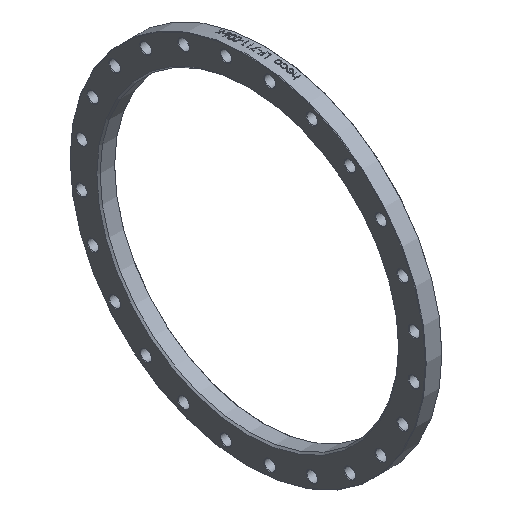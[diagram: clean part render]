
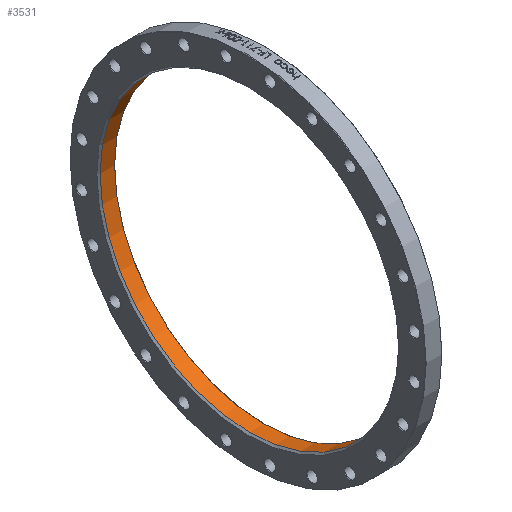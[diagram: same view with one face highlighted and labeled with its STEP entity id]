
A CAD part, isometric view. The second image highlights one B-rep face of the part: STEP entity #3531.
In plain terms, the highlighted cylindrical face has radius 360.5 mm (diameter 721 mm), a full revolution.
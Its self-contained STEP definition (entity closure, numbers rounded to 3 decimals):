
#157 = DIRECTION ( 'NONE',  ( 0., 0., 1. ) ) ;
#781 = FACE_OUTER_BOUND ( 'NONE', #4852, .T. ) ;
#807 = CARTESIAN_POINT ( 'NONE',  ( 4., 0., 0. ) ) ;
#1052 = CIRCLE ( 'NONE', #7069, 360.5 ) ;
#1544 = AXIS2_PLACEMENT_3D ( 'NONE', #1964, #2983, #157 ) ;
#1964 = CARTESIAN_POINT ( 'NONE',  ( 0., 0., 0. ) ) ;
#2069 = DIRECTION ( 'NONE',  ( 0., 0., 1. ) ) ;
#2947 = FACE_OUTER_BOUND ( 'NONE', #3575, .T. ) ;
#2983 = DIRECTION ( 'NONE',  ( -1., 0., 0. ) ) ;
#3172 = VERTEX_POINT ( 'NONE', #5367 ) ;
#3531 = ADVANCED_FACE ( 'NONE', ( #2947, #781 ), #4099, .F. ) ;
#3575 = EDGE_LOOP ( 'NONE', ( #4505 ) ) ;
#4099 = CYLINDRICAL_SURFACE ( 'NONE', #1544, 360.5 ) ;
#4505 = ORIENTED_EDGE ( 'NONE', *, *, #7157, .T. ) ;
#4852 = EDGE_LOOP ( 'NONE', ( #6172 ) ) ;
#5159 = DIRECTION ( 'NONE',  ( -1., 0., 0. ) ) ;
#5198 = DIRECTION ( 'NONE',  ( 0., 0., -1. ) ) ;
#5291 = CARTESIAN_POINT ( 'NONE',  ( 39., 0., 360.5 ) ) ;
#5367 = CARTESIAN_POINT ( 'NONE',  ( 4., 0., -360.5 ) ) ;
#5447 = AXIS2_PLACEMENT_3D ( 'NONE', #807, #5159, #5198 ) ;
#5562 = CIRCLE ( 'NONE', #5447, 360.5 ) ;
#5959 = VERTEX_POINT ( 'NONE', #5291 ) ;
#6043 = EDGE_CURVE ( 'NONE', #5959, #5959, #1052, .T. ) ;
#6172 = ORIENTED_EDGE ( 'NONE', *, *, #6043, .T. ) ;
#7001 = DIRECTION ( 'NONE',  ( 1., 0., 0. ) ) ;
#7035 = CARTESIAN_POINT ( 'NONE',  ( 39., 0., 0. ) ) ;
#7069 = AXIS2_PLACEMENT_3D ( 'NONE', #7035, #7001, #2069 ) ;
#7157 = EDGE_CURVE ( 'NONE', #3172, #3172, #5562, .T. ) ;
